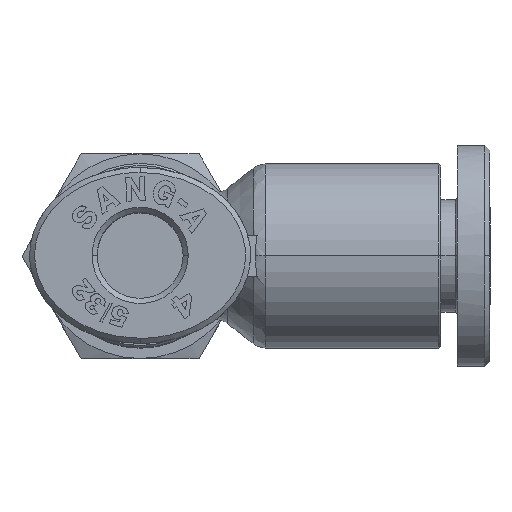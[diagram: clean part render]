
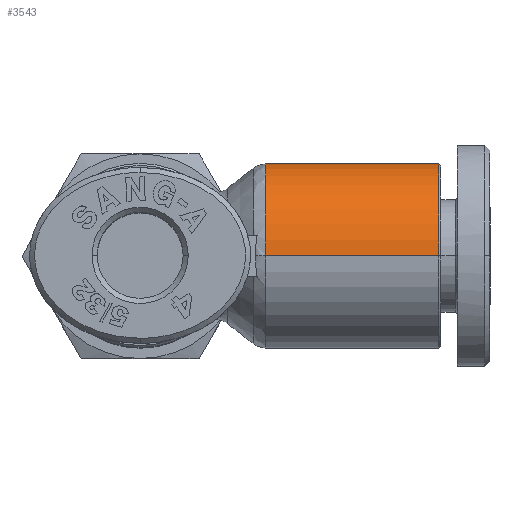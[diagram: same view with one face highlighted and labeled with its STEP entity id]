
A CAD part, top view. The second image highlights one B-rep face of the part: STEP entity #3543.
In plain terms, the highlighted cylindrical face has radius 4.5 mm (diameter 9 mm), a partial arc.
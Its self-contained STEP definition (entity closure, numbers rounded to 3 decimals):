
#960 = CARTESIAN_POINT ( 'NONE',  ( 9.3, 0., -4.5 ) ) ;
#1218 = EDGE_CURVE ( 'NONE', #26224, #21563, #12127, .T. ) ;
#1405 = DIRECTION ( 'NONE',  ( 1., 0., 0. ) ) ;
#2107 = CYLINDRICAL_SURFACE ( 'NONE', #7147, 4.5 ) ;
#2590 = DIRECTION ( 'NONE',  ( 1., 0., 0. ) ) ;
#3143 = ORIENTED_EDGE ( 'NONE', *, *, #27917, .T. ) ;
#3214 = DIRECTION ( 'NONE',  ( -1., 0., 0. ) ) ;
#3309 = DIRECTION ( 'NONE',  ( 0., 0., -1. ) ) ;
#3543 = ADVANCED_FACE ( 'NONE', ( #23961 ), #2107, .T. ) ;
#4355 = EDGE_CURVE ( 'NONE', #25357, #21563, #27762, .T. ) ;
#5488 = DIRECTION ( 'NONE',  ( 1., 0., 0. ) ) ;
#6057 = AXIS2_PLACEMENT_3D ( 'NONE', #23310, #14105, #27831 ) ;
#6383 = ORIENTED_EDGE ( 'NONE', *, *, #10693, .T. ) ;
#7147 = AXIS2_PLACEMENT_3D ( 'NONE', #12759, #1405, #28479 ) ;
#7175 = VECTOR ( 'NONE', #2590, 1000. ) ;
#10382 = LINE ( 'NONE', #11576, #7175 ) ;
#10693 = EDGE_CURVE ( 'NONE', #22833, #26224, #10382, .T. ) ;
#11576 = CARTESIAN_POINT ( 'NONE',  ( 4.35, 0., 4.5 ) ) ;
#12127 = CIRCLE ( 'NONE', #28961, 4.5 ) ;
#12212 = CARTESIAN_POINT ( 'NONE',  ( 9.3, 0., 0. ) ) ;
#12759 = CARTESIAN_POINT ( 'NONE',  ( 4.35, 0., 0. ) ) ;
#13562 = CIRCLE ( 'NONE', #6057, 4.5 ) ;
#14105 = DIRECTION ( 'NONE',  ( 1., 0., 0. ) ) ;
#14432 = VECTOR ( 'NONE', #5488, 1000. ) ;
#14714 = CARTESIAN_POINT ( 'NONE',  ( 9.3, 0., 4.5 ) ) ;
#16579 = ORIENTED_EDGE ( 'NONE', *, *, #4355, .F. ) ;
#17539 = CARTESIAN_POINT ( 'NONE',  ( 0.843, 0., 4.5 ) ) ;
#19197 = CARTESIAN_POINT ( 'NONE',  ( 4.35, 0., -4.5 ) ) ;
#19299 = ORIENTED_EDGE ( 'NONE', *, *, #1218, .T. ) ;
#21563 = VERTEX_POINT ( 'NONE', #960 ) ;
#22833 = VERTEX_POINT ( 'NONE', #17539 ) ;
#23310 = CARTESIAN_POINT ( 'NONE',  ( 0.843, 0., 0. ) ) ;
#23942 = EDGE_LOOP ( 'NONE', ( #3143, #6383, #19299, #16579 ) ) ;
#23961 = FACE_OUTER_BOUND ( 'NONE', #23942, .T. ) ;
#24266 = CARTESIAN_POINT ( 'NONE',  ( 0.843, 0., -4.5 ) ) ;
#25357 = VERTEX_POINT ( 'NONE', #24266 ) ;
#26224 = VERTEX_POINT ( 'NONE', #14714 ) ;
#27762 = LINE ( 'NONE', #19197, #14432 ) ;
#27831 = DIRECTION ( 'NONE',  ( 0., 0., -1. ) ) ;
#27917 = EDGE_CURVE ( 'NONE', #25357, #22833, #13562, .T. ) ;
#28479 = DIRECTION ( 'NONE',  ( 0., 0., -1. ) ) ;
#28961 = AXIS2_PLACEMENT_3D ( 'NONE', #12212, #3214, #3309 ) ;
